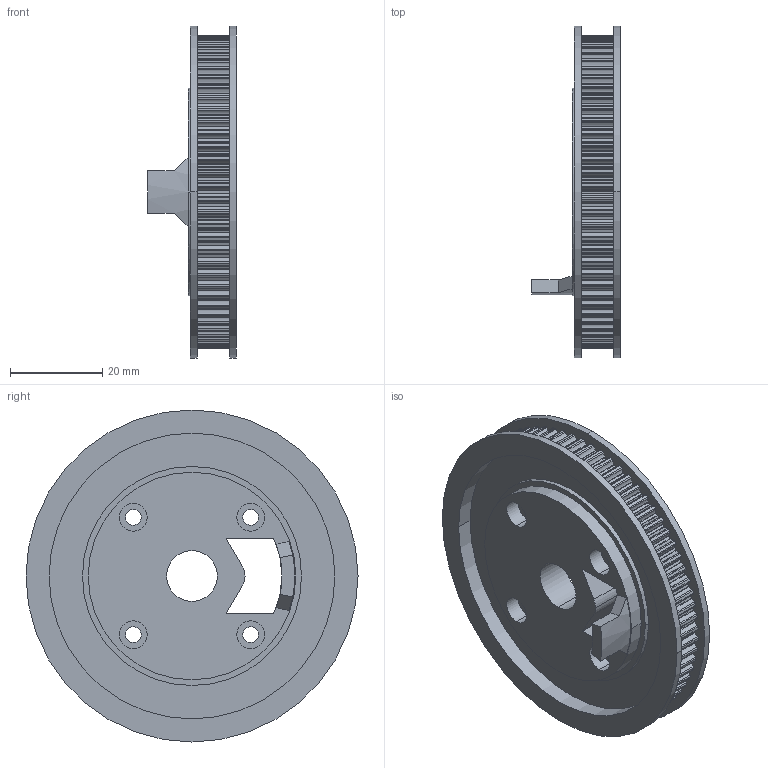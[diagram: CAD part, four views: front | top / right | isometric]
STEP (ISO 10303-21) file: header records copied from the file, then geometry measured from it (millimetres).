
FILE_DESCRIPTION (( 'STEP AP203' ), '1' );
FILE_NAME ('HTPA72S3M060_A_H8_b.STEP', '2023-10-16T04:43:03', ( '' ), ( '' ), 'SwSTEP 2.0', 'SolidWorks 2021', '' );
FILE_SCHEMA (( 'CONFIG_CONTROL_DESIGN' ));
Length unit declared in the file: millimetre
Products named in the file (1): HTPA72S3M060_A_H8_b
Bounding box: 19.3 x 72 x 72 mm (x, y, z)
Volume: 21554.1 mm3; surface area: 14560.2 mm2
Topology: 1 solids, 1 shells, 695 faces, 2047 edges, 1364 vertices
Faces by surface type: cylinder 672, plane 21, cone 2
Entity records: 24094 total; most frequent: DIRECTION 4783, CARTESIAN_POINT 4119, ORIENTED_EDGE 4094, EDGE_CURVE 2047, AXIS2_PLACEMENT_3D 2044, VERTEX_POINT 1364, CIRCLE 1348, EDGE_LOOP 717
